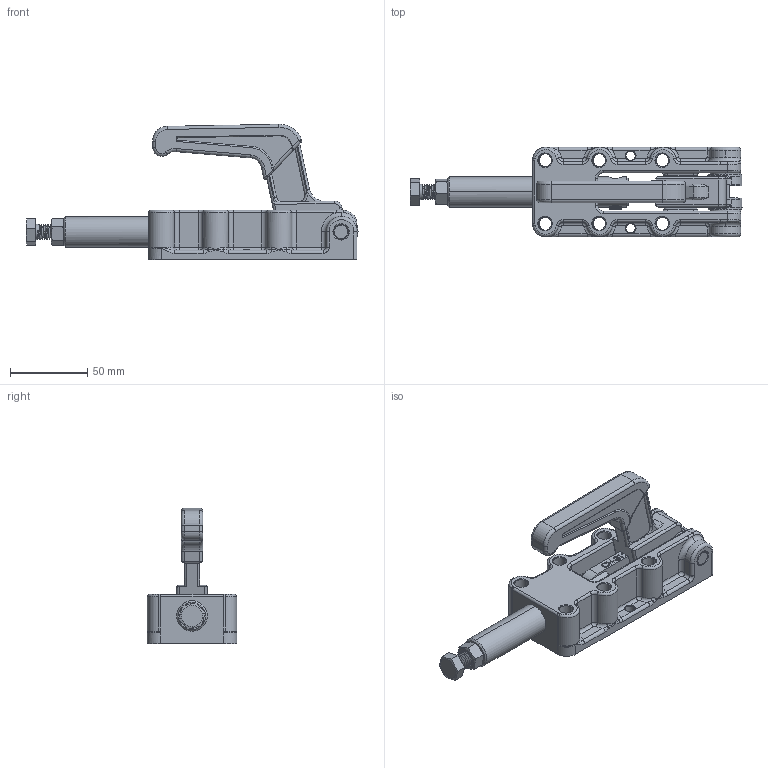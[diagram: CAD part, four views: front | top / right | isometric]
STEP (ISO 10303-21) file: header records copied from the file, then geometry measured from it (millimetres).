
FILE_DESCRIPTION (( 'STEP AP203' ), '1' );
FILE_NAME ('CH-31200.STEP', '2017-11-26T01:23:23', ( 'Windows' ), ( 'Microsoft' ), 'SwSTEP 2.0', 'SolidWorks 2015', '' );
FILE_SCHEMA (( 'CONFIG_CONTROL_DESIGN' ));
Length unit declared in the file: millimetre
Products named in the file (11): M10; M10-75; CH-31200-03; CH-31200-03-1; 31200-03; 31200-02; CH-31200; 31200-04; 31200-05; 31200-06
Assembly tree (12 placements, depth 3):
  CH-31200
    31200-03
    31200-02
    31200-04
    31200-05  x2
    31200-06  x2
    M10
    M10-75
    CH-31200-03
      CH-31200-03
      CH-31200-03-1
Bounding box: 215.1 x 58 x 87.72 mm (x, y, z)
Volume: 215807.2 mm3; surface area: 87330.3 mm2
Topology: 11 solids, 11 shells, 1556 faces, 4268 edges, 2736 vertices
Faces by surface type: cylinder 678, plane 563, bspline 114, torus 109, cone 86, sphere 6
Entity records: 51663 total; most frequent: CARTESIAN_POINT 22868, ORIENTED_EDGE 6170, DIRECTION 5387, EDGE_CURVE 3085, AXIS2_PLACEMENT_3D 2022, VERTEX_POINT 1956, VECTOR 1343, LINE 1343
